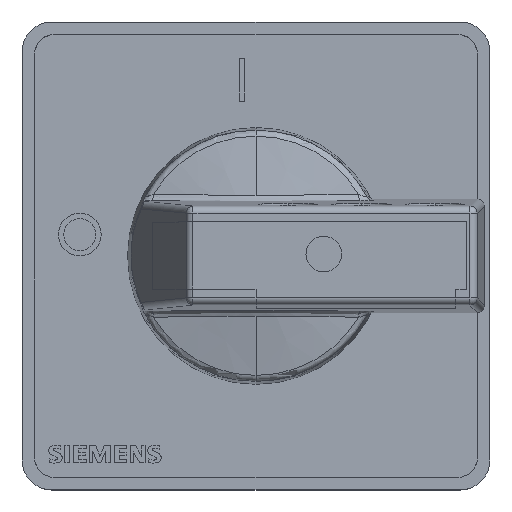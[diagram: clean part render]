
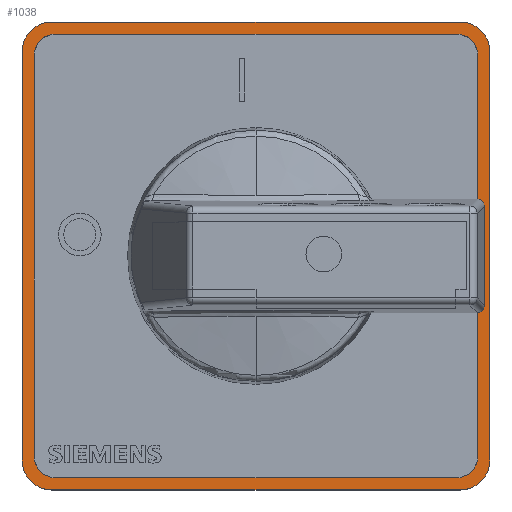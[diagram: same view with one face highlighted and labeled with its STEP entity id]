
A CAD part, top view. The second image highlights one B-rep face of the part: STEP entity #1038.
In plain terms, the highlighted planar face has unit normal (0, 0, 1).
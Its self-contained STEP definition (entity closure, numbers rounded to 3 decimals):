
#1038=ADVANCED_FACE('',(#2314,#2315),#2316,.T.);
#2314=FACE_BOUND('',#3768,.T.);
#2315=FACE_OUTER_BOUND('',#3769,.T.);
#2316=PLANE('',#3770);
#3768=EDGE_LOOP('',(#8591,#8592,#8593,#8594,#8595,#8596,#8597,#8598));
#3769=EDGE_LOOP('',(#8599,#8600,#8601,#8602,#8603,#8604,#8605,#8606));
#3770=AXIS2_PLACEMENT_3D('',#8607,#8608,#8609);
#8591=ORIENTED_EDGE('',*,*,#10379,.T.);
#8592=ORIENTED_EDGE('',*,*,#10383,.T.);
#8593=ORIENTED_EDGE('',*,*,#10387,.T.);
#8594=ORIENTED_EDGE('',*,*,#10391,.T.);
#8595=ORIENTED_EDGE('',*,*,#10362,.T.);
#8596=ORIENTED_EDGE('',*,*,#10367,.T.);
#8597=ORIENTED_EDGE('',*,*,#10371,.T.);
#8598=ORIENTED_EDGE('',*,*,#10375,.T.);
#8599=ORIENTED_EDGE('',*,*,#10406,.F.);
#8600=ORIENTED_EDGE('',*,*,#10415,.F.);
#8601=ORIENTED_EDGE('',*,*,#10413,.F.);
#8602=ORIENTED_EDGE('',*,*,#10421,.F.);
#8603=ORIENTED_EDGE('',*,*,#10419,.F.);
#8604=ORIENTED_EDGE('',*,*,#10426,.F.);
#8605=ORIENTED_EDGE('',*,*,#10423,.T.);
#8606=ORIENTED_EDGE('',*,*,#10408,.F.);
#8607=CARTESIAN_POINT('',(63.5,4.2,20.2));
#8608=DIRECTION('',(0.0,0.0,1.0));
#8609=DIRECTION('',(-1.0,0.0,0.0));
#10362=EDGE_CURVE('',#11921,#11922,#11923,.T.);
#10367=EDGE_CURVE('',#11922,#11930,#11931,.T.);
#10371=EDGE_CURVE('',#11930,#11936,#11937,.T.);
#10375=EDGE_CURVE('',#11936,#11942,#11943,.T.);
#10379=EDGE_CURVE('',#11942,#11948,#11949,.T.);
#10383=EDGE_CURVE('',#11948,#11954,#11955,.T.);
#10387=EDGE_CURVE('',#11954,#11960,#11961,.T.);
#10391=EDGE_CURVE('',#11960,#11921,#11966,.T.);
#10406=EDGE_CURVE('',#11989,#11987,#11991,.T.);
#10408=EDGE_CURVE('',#11987,#11993,#11994,.T.);
#10413=EDGE_CURVE('',#11999,#11997,#12001,.T.);
#10415=EDGE_CURVE('',#11997,#11989,#12003,.T.);
#10419=EDGE_CURVE('',#12007,#12005,#12009,.T.);
#10421=EDGE_CURVE('',#12005,#11999,#12011,.T.);
#10423=EDGE_CURVE('',#12013,#11993,#12014,.T.);
#10426=EDGE_CURVE('',#12013,#12007,#12017,.T.);
#11921=VERTEX_POINT('',#14222);
#11922=VERTEX_POINT('',#14223);
#11923=LINE('',#14224,#14225);
#11930=VERTEX_POINT('',#14235);
#11931=CIRCLE('',#14236,3.0);
#11936=VERTEX_POINT('',#14242);
#11937=LINE('',#14243,#14244);
#11942=VERTEX_POINT('',#14251);
#11943=CIRCLE('',#14252,3.0);
#11948=VERTEX_POINT('',#14258);
#11949=LINE('',#14259,#14260);
#11954=VERTEX_POINT('',#14267);
#11955=CIRCLE('',#14268,3.);
#11960=VERTEX_POINT('',#14274);
#11961=LINE('',#14275,#14276);
#11966=CIRCLE('',#14283,3.);
#11987=VERTEX_POINT('',#14308);
#11989=VERTEX_POINT('',#14311);
#11991=LINE('',#14314,#14315);
#11993=VERTEX_POINT('',#14317);
#11994=CIRCLE('',#14318,4.2);
#11997=VERTEX_POINT('',#14322);
#11999=VERTEX_POINT('',#14325);
#12001=LINE('',#14328,#14329);
#12003=CIRCLE('',#14331,4.2);
#12005=VERTEX_POINT('',#14333);
#12007=VERTEX_POINT('',#14336);
#12009=LINE('',#14339,#14340);
#12011=CIRCLE('',#14342,4.2);
#12013=VERTEX_POINT('',#14344);
#12014=LINE('',#14345,#14346);
#12017=CIRCLE('',#14350,4.2);
#14222=CARTESIAN_POINT('',(63.9,60.9,20.2));
#14223=CARTESIAN_POINT('',(63.9,4.7,20.2));
#14224=CARTESIAN_POINT('',(63.9,18.5,20.2));
#14225=VECTOR('',#15581,1.0);
#14235=CARTESIAN_POINT('',(60.9,1.7,20.2));
#14236=AXIS2_PLACEMENT_3D('',#15585,#15586,#15587);
#14242=CARTESIAN_POINT('',(4.7,1.7,20.2));
#14243=CARTESIAN_POINT('',(48.15,1.7,20.2));
#14244=VECTOR('',#15592,1.0);
#14251=CARTESIAN_POINT('',(1.7,4.7,20.2));
#14252=AXIS2_PLACEMENT_3D('',#15595,#15596,#15597);
#14258=CARTESIAN_POINT('',(1.7,60.9,20.2));
#14259=CARTESIAN_POINT('',(1.7,18.5,20.2));
#14260=VECTOR('',#15602,1.0);
#14267=CARTESIAN_POINT('',(4.7,63.9,20.2));
#14268=AXIS2_PLACEMENT_3D('',#15605,#15606,#15607);
#14274=CARTESIAN_POINT('',(60.9,63.9,20.2));
#14275=CARTESIAN_POINT('',(48.15,63.9,20.2));
#14276=VECTOR('',#15612,1.0);
#14283=AXIS2_PLACEMENT_3D('',#15615,#15616,#15617);
#14308=CARTESIAN_POINT('',(65.6,4.2,20.2));
#14311=CARTESIAN_POINT('',(65.6,61.4,20.2));
#14314=CARTESIAN_POINT('',(65.6,61.4,20.2));
#14315=VECTOR('',#15639,1.0);
#14317=CARTESIAN_POINT('',(61.4,0.0,20.2));
#14318=AXIS2_PLACEMENT_3D('',#15640,#15641,#15642);
#14322=CARTESIAN_POINT('',(61.4,65.6,20.2));
#14325=CARTESIAN_POINT('',(4.2,65.6,20.2));
#14328=CARTESIAN_POINT('',(4.2,65.6,20.2));
#14329=VECTOR('',#15646,1.0);
#14331=AXIS2_PLACEMENT_3D('',#15647,#15648,#15649);
#14333=CARTESIAN_POINT('',(0.0,61.4,20.2));
#14336=CARTESIAN_POINT('',(0.0,4.2,20.2));
#14339=CARTESIAN_POINT('',(0.0,4.2,20.2));
#14340=VECTOR('',#15652,1.0);
#14342=AXIS2_PLACEMENT_3D('',#15653,#15654,#15655);
#14344=CARTESIAN_POINT('',(4.2,0.0,20.2));
#14345=CARTESIAN_POINT('',(4.2,0.0,20.2));
#14346=VECTOR('',#15656,1.0);
#14350=AXIS2_PLACEMENT_3D('',#15658,#15659,#15660);
#15581=DIRECTION('',(0.0,-1.0,0.0));
#15585=CARTESIAN_POINT('',(60.9,4.7,20.2));
#15586=DIRECTION('',(-0.0,-0.0,-1.0));
#15587=DIRECTION('',(0.0,-1.0,0.0));
#15592=DIRECTION('',(-1.0,0.0,0.0));
#15595=CARTESIAN_POINT('',(4.7,4.7,20.2));
#15596=DIRECTION('',(-0.0,0.0,-1.0));
#15597=DIRECTION('',(-1.0,0.,0.0));
#15602=DIRECTION('',(0.0,1.0,-0.0));
#15605=CARTESIAN_POINT('',(4.7,60.9,20.2));
#15606=DIRECTION('',(0.0,0.0,-1.0));
#15607=DIRECTION('',(0.,1.0,0.0));
#15612=DIRECTION('',(1.0,0.0,0.0));
#15615=CARTESIAN_POINT('',(60.9,60.9,20.2));
#15616=DIRECTION('',(0.0,0.0,-1.0));
#15617=DIRECTION('',(1.0,0.0,0.0));
#15639=DIRECTION('',(0.0,-1.0,0.0));
#15640=CARTESIAN_POINT('',(61.4,4.2,20.2));
#15641=DIRECTION('',(0.0,0.0,-1.0));
#15642=DIRECTION('',(1.0,0.0,0.0));
#15646=DIRECTION('',(1.0,0.0,0.0));
#15647=CARTESIAN_POINT('',(61.4,61.4,20.2));
#15648=DIRECTION('',(0.0,0.0,-1.0));
#15649=DIRECTION('',(1.0,0.0,0.0));
#15652=DIRECTION('',(0.0,1.0,0.0));
#15653=CARTESIAN_POINT('',(4.2,61.4,20.2));
#15654=DIRECTION('',(0.0,0.0,-1.0));
#15655=DIRECTION('',(1.0,0.0,0.0));
#15656=DIRECTION('',(1.0,0.0,0.0));
#15658=CARTESIAN_POINT('',(4.2,4.2,20.2));
#15659=DIRECTION('',(0.0,0.0,-1.0));
#15660=DIRECTION('',(1.0,0.0,0.0));
